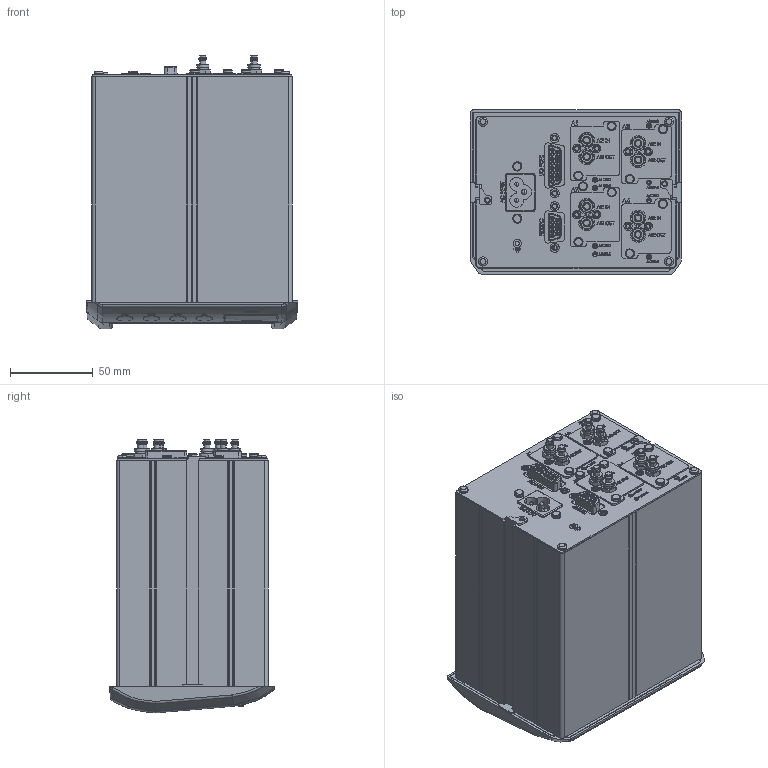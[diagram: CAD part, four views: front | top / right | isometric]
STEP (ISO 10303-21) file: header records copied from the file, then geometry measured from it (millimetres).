
FILE_DESCRIPTION (( 'STEP AP214' ), '1' );
FILE_NAME ('ML-MP-A.STEP', '2025-11-10T08:03:33', ( 'User' ), ( 'user' ), 'SwSTEP 2.0', 'SolidWorks 2020', '' );
FILE_SCHEMA (( 'AUTOMOTIVE_DESIGN' ));
Length unit declared in the file: millimetre
Products named in the file (1): ML-MP-A
Bounding box: 127.6 x 99.47 x 165.4 mm (x, y, z)
Surface area: 175013.9 mm2 (no closed solid volume)
Topology: 0 solids, 203 shells, 1432 faces, 6711 edges, 5466 vertices
Faces by surface type: plane 611, cylinder 435, bspline 152, torus 116, cone 104, sphere 14
Entity records: 101245 total; most frequent: CARTESIAN_POINT 34719, DIRECTION 9467, ORIENTED_EDGE 8947, EDGE_CURVE 6697, VERTEX_POINT 5462, LINE 3831, VECTOR 3831, AXIS2_PLACEMENT_3D 2818
